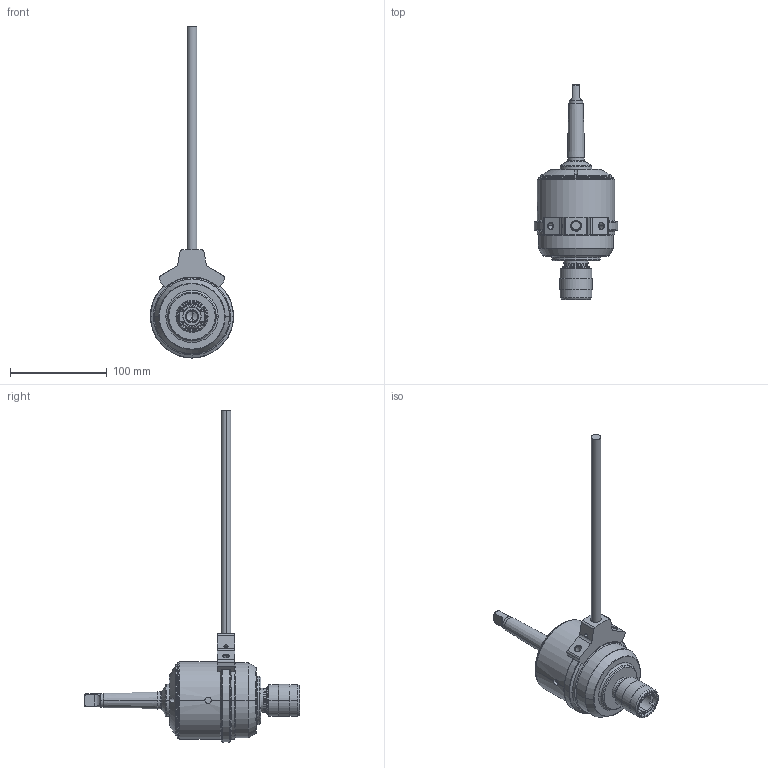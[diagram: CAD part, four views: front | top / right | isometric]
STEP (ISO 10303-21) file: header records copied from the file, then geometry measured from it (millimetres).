
FILE_DESCRIPTION((''),'2;1');
FILE_NAME('27470-2','2020-12-19T08:21:30',('046'),(''),'CREO PARAMETRIC BY PTC INC, 2019352','CREO PARAMETRIC BY PTC INC, 2019352','');
FILE_SCHEMA(('CONFIG_CONTROL_DESIGN'));
Length unit declared in the file: millimetre
Products named in the file (1): 27470-2
Bounding box: 86 x 222.3 x 343 mm (x, y, z)
Volume: 520702.2 mm3; surface area: 59227.3 mm2
Topology: 2 solids, 2 shells, 256 faces, 618 edges, 374 vertices
Faces by surface type: cylinder 98, cone 68, plane 50, torus 38, bspline 2
Entity records: 8546 total; most frequent: CARTESIAN_POINT 2604, DIRECTION 1254, ORIENTED_EDGE 1228, EDGE_CURVE 614, AXIS2_PLACEMENT_3D 512, VERTEX_POINT 374, EDGE_LOOP 278, CIRCLE 258
